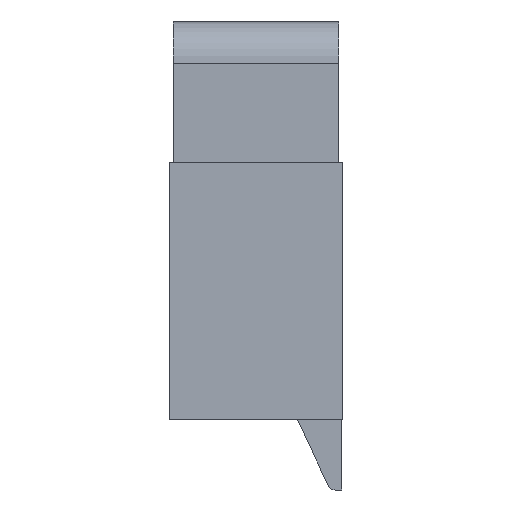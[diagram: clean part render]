
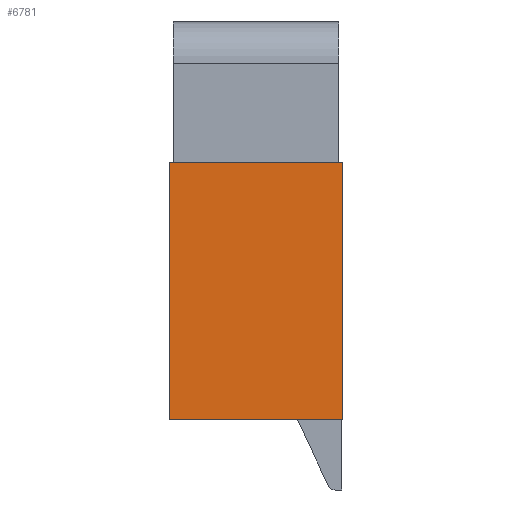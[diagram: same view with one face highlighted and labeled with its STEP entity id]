
A CAD part, left-side view. The second image highlights one B-rep face of the part: STEP entity #6781.
In plain terms, the highlighted planar face has unit normal (-1, 0, 0).
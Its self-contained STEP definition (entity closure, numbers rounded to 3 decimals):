
#1447=ORIENTED_EDGE('',*,*,#2845,.T.);
#1448=ORIENTED_EDGE('',*,*,#2839,.F.);
#1449=ORIENTED_EDGE('',*,*,#2835,.F.);
#1450=ORIENTED_EDGE('',*,*,#2846,.F.);
#1451=ORIENTED_EDGE('',*,*,#2847,.F.);
#1452=ORIENTED_EDGE('',*,*,#2842,.T.);
#2835=EDGE_CURVE('',#3601,#3592,#4418,.T.);
#2839=EDGE_CURVE('',#3592,#3603,#4422,.T.);
#2842=EDGE_CURVE('',#3606,#3605,#4425,.T.);
#2845=EDGE_CURVE('',#3605,#3603,#4428,.T.);
#2846=EDGE_CURVE('',#3608,#3601,#4429,.T.);
#2847=EDGE_CURVE('',#3606,#3608,#4430,.T.);
#3592=VERTEX_POINT('',#10511);
#3601=VERTEX_POINT('',#10544);
#3603=VERTEX_POINT('',#10553);
#3605=VERTEX_POINT('',#10558);
#3606=VERTEX_POINT('',#10560);
#3608=VERTEX_POINT('',#10567);
#4418=LINE('',#10545,#5349);
#4422=LINE('',#10552,#5353);
#4425=LINE('',#10559,#5356);
#4428=LINE('',#10565,#5359);
#4429=LINE('',#10566,#5360);
#4430=LINE('',#10568,#5361);
#5349=VECTOR('',#8571,1000.);
#5353=VECTOR('',#8579,1000.);
#5356=VECTOR('',#8584,1000.);
#5359=VECTOR('',#8589,1000.);
#5360=VECTOR('',#8590,1000.);
#5361=VECTOR('',#8591,1000.);
#5802=EDGE_LOOP('',(#1447,#1448,#1449,#1450,#1451,#1452));
#6137=FACE_BOUND('',#5802,.T.);
#6446=PLANE('',#7195);
#6781=ADVANCED_FACE('',(#6137),#6446,.F.);
#7195=AXIS2_PLACEMENT_3D('',#10564,#8587,#8588);
#8571=DIRECTION('',(0.,-1.,0.));
#8579=DIRECTION('',(0.,-1.,0.));
#8584=DIRECTION('',(0.,-1.,0.));
#8587=DIRECTION('',(1.,0.,0.));
#8588=DIRECTION('',(0.,0.,-1.));
#8589=DIRECTION('',(0.,0.,1.));
#8590=DIRECTION('',(0.,-1.,0.));
#8591=DIRECTION('',(0.,0.,1.));
#10511=CARTESIAN_POINT('',(-4.075,0.,-1.7));
#10544=CARTESIAN_POINT('',(-4.075,2.,-1.7));
#10545=CARTESIAN_POINT('',(-4.075,2.05,-1.7));
#10552=CARTESIAN_POINT('',(-4.075,2.05,-1.7));
#10553=CARTESIAN_POINT('',(-4.075,-0.05,-1.7));
#10558=CARTESIAN_POINT('',(-4.075,-0.05,-4.82));
#10559=CARTESIAN_POINT('',(-4.075,2.05,-4.82));
#10560=CARTESIAN_POINT('',(-4.075,2.05,-4.82));
#10564=CARTESIAN_POINT('',(-4.075,2.05,-4.82));
#10565=CARTESIAN_POINT('',(-4.075,-0.05,-4.82));
#10566=CARTESIAN_POINT('',(-4.075,2.05,-1.7));
#10567=CARTESIAN_POINT('',(-4.075,2.05,-1.7));
#10568=CARTESIAN_POINT('',(-4.075,2.05,-4.82));
